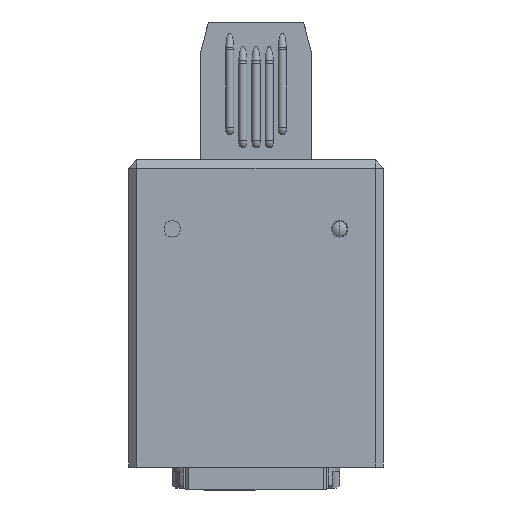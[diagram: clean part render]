
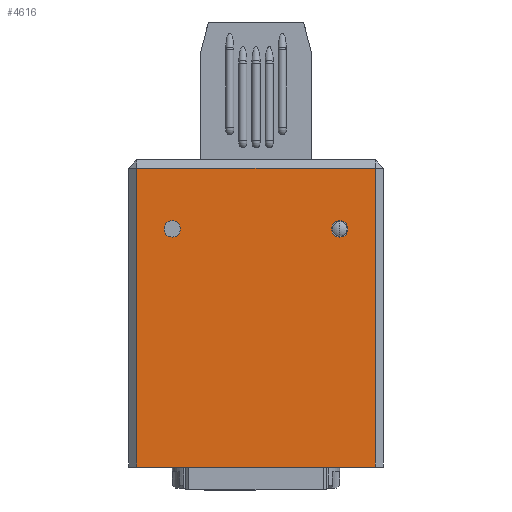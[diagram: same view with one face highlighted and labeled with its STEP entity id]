
A CAD part, front view. The second image highlights one B-rep face of the part: STEP entity #4616.
In plain terms, the highlighted planar face has unit normal (0, -1, 0).
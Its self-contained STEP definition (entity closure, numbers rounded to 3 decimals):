
#260 = ORIENTED_EDGE ( 'NONE', *, *, #11136, .T. ) ;
#664 = EDGE_CURVE ( 'Defeature ausgef�hrt1_22+Defeature ausgef�hrt1_11+Defeature ausgef�hrt1_11+Defeature ausgef�hrt1_11', #6124, #19464, #21068, .T. ) ;
#677 = CARTESIAN_POINT ( 'NONE',  ( -7.25, -3.75, 20.5 ) ) ;
#1091 = AXIS2_PLACEMENT_3D ( 'NONE', #14053, #10465, #9092 ) ;
#1137 = DIRECTION ( 'NONE',  ( 0., -1., 0. ) ) ;
#1310 = ORIENTED_EDGE ( 'NONE', *, *, #13561, .F. ) ;
#1700 = CARTESIAN_POINT ( 'NONE',  ( 5.1, -3.75, 16.8 ) ) ;
#3246 = CIRCLE ( 'NONE', #5540, 0.5 ) ;
#3586 = CARTESIAN_POINT ( 'NONE',  ( 7.25, -3.75, 1.8 ) ) ;
#3706 = VERTEX_POINT ( 'NONE', #11444 ) ;
#3843 = FACE_OUTER_BOUND ( 'NONE', #15837, .T. ) ;
#4172 = DIRECTION ( 'NONE',  ( 0., 0., 1. ) ) ;
#4252 = CARTESIAN_POINT ( 'NONE',  ( -5.1, -3.75, 16.8 ) ) ;
#4616 = ADVANCED_FACE ( 'Defeature ausgef�hrt1_11', ( #9014, #17465, #3843 ), #11404, .F. ) ;
#4662 = DIRECTION ( 'NONE',  ( 0., 1., 0. ) ) ;
#5540 = AXIS2_PLACEMENT_3D ( 'NONE', #19168, #1137, #12548 ) ;
#5897 = CARTESIAN_POINT ( 'NONE',  ( 7.25, -3.75, 20. ) ) ;
#6124 = VERTEX_POINT ( 'NONE', #4252 ) ;
#6184 = DIRECTION ( 'NONE',  ( 0., -1., 0. ) ) ;
#8097 = AXIS2_PLACEMENT_3D ( 'NONE', #16614, #21279, #13315 ) ;
#8385 = AXIS2_PLACEMENT_3D ( 'NONE', #15814, #6184, #12808 ) ;
#8894 = ORIENTED_EDGE ( 'NONE', *, *, #13434, .F. ) ;
#9014 = FACE_BOUND ( 'NONE', #13447, .T. ) ;
#9092 = DIRECTION ( 'NONE',  ( 0., 0., -1. ) ) ;
#9260 = ORIENTED_EDGE ( 'NONE', *, *, #664, .F. ) ;
#9473 = CIRCLE ( 'NONE', #1091, 0.5 ) ;
#10290 = VECTOR ( 'NONE', #15174, 1000. ) ;
#10465 = DIRECTION ( 'NONE',  ( 0., -1., 0. ) ) ;
#10493 = VERTEX_POINT ( 'NONE', #5897 ) ;
#10512 = LINE ( 'NONE', #18346, #11541 ) ;
#11136 = EDGE_CURVE ( 'Defeature ausgef�hrt1_11+Defeature ausgef�hrt1_32+Defeature ausgef�hrt1_31+Defeature ausgef�hrt1_4', #18756, #3706, #20593, .T. ) ;
#11204 = CARTESIAN_POINT ( 'NONE',  ( -7.75, -3.75, 20.5 ) ) ;
#11404 = PLANE ( 'NONE',  #17129 ) ;
#11444 = CARTESIAN_POINT ( 'NONE',  ( -7.25, -3.75, 1.8 ) ) ;
#11541 = VECTOR ( 'NONE', #13234, 1000. ) ;
#12356 = ORIENTED_EDGE ( 'NONE', *, *, #14499, .T. ) ;
#12548 = DIRECTION ( 'NONE',  ( 0., 0., -1. ) ) ;
#12662 = ORIENTED_EDGE ( 'NONE', *, *, #15555, .F. ) ;
#12808 = DIRECTION ( 'NONE',  ( 0., 0., -1. ) ) ;
#13234 = DIRECTION ( 'NONE',  ( 1., 0., 0. ) ) ;
#13315 = DIRECTION ( 'NONE',  ( 0., 0., -1. ) ) ;
#13434 = EDGE_CURVE ( 'Defeature ausgef�hrt1_20+Defeature ausgef�hrt1_11+Defeature ausgef�hrt1_11+Defeature ausgef�hrt1_11', #15538, #15423, #9473, .T. ) ;
#13447 = EDGE_LOOP ( 'NONE', ( #1310, #9260 ) ) ;
#13561 = EDGE_CURVE ( 'Defeature ausgef�hrt1_22+Defeature ausgef�hrt1_11+Defeature ausgef�hrt1_11+Defeature ausgef�hrt1_11', #19464, #6124, #3246, .T. ) ;
#13683 = CARTESIAN_POINT ( 'NONE',  ( -7.75, -3.75, 20. ) ) ;
#13803 = CIRCLE ( 'NONE', #8097, 0.5 ) ;
#13892 = ORIENTED_EDGE ( 'NONE', *, *, #13968, .T. ) ;
#13968 = EDGE_CURVE ( 'Defeature ausgef�hrt1_11+Defeature ausgef�hrt1_31+Defeature ausgef�hrt1_26+Defeature ausgef�hrt1_32', #10493, #18756, #15685, .T. ) ;
#14053 = CARTESIAN_POINT ( 'NONE',  ( 5.1, -3.75, 16.3 ) ) ;
#14439 = DIRECTION ( 'NONE',  ( 0., 0., 1. ) ) ;
#14499 = EDGE_CURVE ( 'Defeature ausgef�hrt1_11+Defeature ausgef�hrt1_4+Defeature ausgef�hrt1_32+Defeature ausgef�hrt1_26', #3706, #15683, #10512, .T. ) ;
#15138 = CARTESIAN_POINT ( 'NONE',  ( -7.25, -3.75, 20. ) ) ;
#15174 = DIRECTION ( 'NONE',  ( -1., 0., 0. ) ) ;
#15423 = VERTEX_POINT ( 'NONE', #19531 ) ;
#15425 = ORIENTED_EDGE ( 'NONE', *, *, #15725, .T. ) ;
#15538 = VERTEX_POINT ( 'NONE', #1700 ) ;
#15555 = EDGE_CURVE ( 'Defeature ausgef�hrt1_20+Defeature ausgef�hrt1_11+Defeature ausgef�hrt1_11+Defeature ausgef�hrt1_11', #15423, #15538, #13803, .T. ) ;
#15683 = VERTEX_POINT ( 'NONE', #3586 ) ;
#15685 = LINE ( 'NONE', #13683, #10290 ) ;
#15725 = EDGE_CURVE ( 'Defeature ausgef�hrt1_11+Defeature ausgef�hrt1_26+Defeature ausgef�hrt1_4+Defeature ausgef�hrt1_31', #15683, #10493, #16117, .T. ) ;
#15814 = CARTESIAN_POINT ( 'NONE',  ( -5.1, -3.75, 16.3 ) ) ;
#15837 = EDGE_LOOP ( 'NONE', ( #12356, #15425, #13892, #260 ) ) ;
#16004 = VECTOR ( 'NONE', #16819, 1000. ) ;
#16117 = LINE ( 'NONE', #18515, #16848 ) ;
#16614 = CARTESIAN_POINT ( 'NONE',  ( 5.1, -3.75, 16.3 ) ) ;
#16819 = DIRECTION ( 'NONE',  ( 0., 0., -1. ) ) ;
#16848 = VECTOR ( 'NONE', #4172, 1000. ) ;
#17129 = AXIS2_PLACEMENT_3D ( 'NONE', #11204, #4662, #14439 ) ;
#17465 = FACE_BOUND ( 'NONE', #18649, .T. ) ;
#17817 = CARTESIAN_POINT ( 'NONE',  ( -5.1, -3.75, 15.8 ) ) ;
#18346 = CARTESIAN_POINT ( 'NONE',  ( -7.75, -3.75, 1.8 ) ) ;
#18515 = CARTESIAN_POINT ( 'NONE',  ( 7.25, -3.75, 20.5 ) ) ;
#18649 = EDGE_LOOP ( 'NONE', ( #12662, #8894 ) ) ;
#18756 = VERTEX_POINT ( 'NONE', #15138 ) ;
#19168 = CARTESIAN_POINT ( 'NONE',  ( -5.1, -3.75, 16.3 ) ) ;
#19464 = VERTEX_POINT ( 'NONE', #17817 ) ;
#19531 = CARTESIAN_POINT ( 'NONE',  ( 5.1, -3.75, 15.8 ) ) ;
#20593 = LINE ( 'NONE', #677, #16004 ) ;
#21068 = CIRCLE ( 'NONE', #8385, 0.5 ) ;
#21279 = DIRECTION ( 'NONE',  ( 0., -1., 0. ) ) ;
